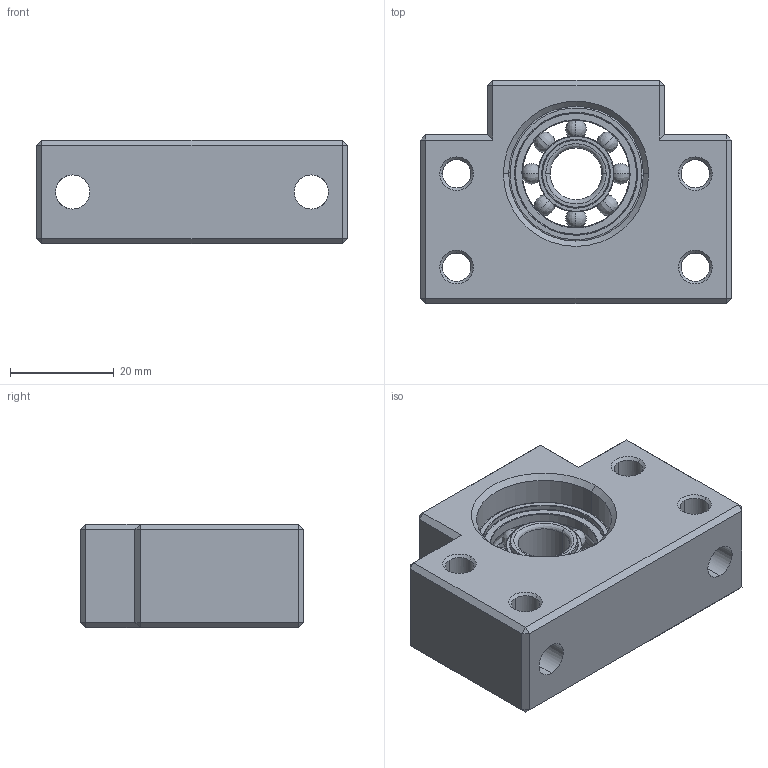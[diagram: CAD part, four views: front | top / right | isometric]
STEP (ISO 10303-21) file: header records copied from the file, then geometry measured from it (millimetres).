
FILE_DESCRIPTION (( 'STEP AP214' ), '1' );
FILE_NAME ('BF12 ballscrew end holder by prodes.STEP', '2022-07-29T21:17:56', ( '' ), ( '' ), 'SwSTEP 2.0', 'SolidWorks 2020', '' );
FILE_SCHEMA (( 'AUTOMOTIVE_DESIGN' ));
Length unit declared in the file: millimetre
Products named in the file (1): BF12 ballscrew end holder by prodes
Bounding box: 60 x 43 x 20 mm (x, y, z)
Volume: 33599.9 mm3; surface area: 13421.7 mm2
Topology: 11 solids, 11 shells, 186 faces, 460 edges, 262 vertices
Faces by surface type: bspline 58, plane 54, cylinder 46, cone 24, torus 4
Entity records: 8188 total; most frequent: CARTESIAN_POINT 3129, ORIENTED_EDGE 856, DIRECTION 746, EDGE_CURVE 428, AXIS2_PLACEMENT_3D 291, VERTEX_POINT 262, EDGE_LOOP 210, FACE_OUTER_BOUND 186
